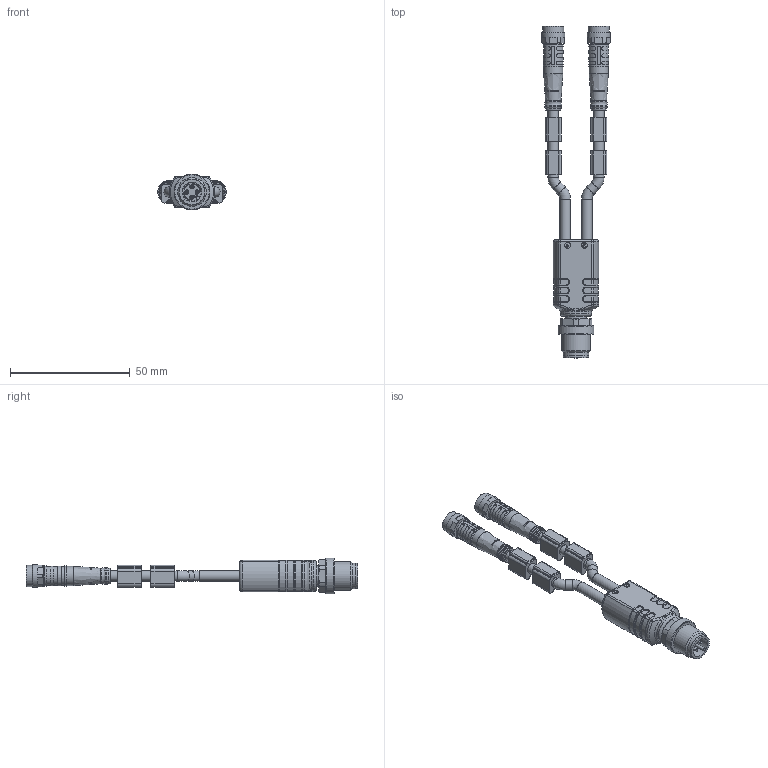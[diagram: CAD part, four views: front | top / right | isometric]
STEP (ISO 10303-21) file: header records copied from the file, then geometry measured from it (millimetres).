
FILE_DESCRIPTION(/* description */ (''),/* implementation_level */ '2;1');
FILE_NAME(/* name */ 'YK-FS4M12-2AL-SKP3.stp',/* time_stamp */ '2016-11-10T17:02:02+01:00',/* author */ (''),/* organization */ (''),/* preprocessor_version */ 'ST-DEVELOPER v16',/* originating_system */ 'SIEMENS PLM Software NX 10.0',/* authorisation */ '');
FILE_SCHEMA (('AUTOMOTIVE_DESIGN { 1 0 10303 214 3 1 1 1 }'));
Length unit declared in the file: millimetre
Products named in the file (1): YK-FS4M12-2AL-SKP3
Bounding box: 28.6 x 138.54 x 15 mm (x, y, z)
Volume: 14888.3 mm3; surface area: 8852.2 mm2
Topology: 1 solids, 1 shells, 759 faces, 1954 edges, 1250 vertices
Faces by surface type: cylinder 298, plane 263, torus 76, extrusion 53, cone 33, bspline 24, sphere 12
Full cylindrical faces by diameter (mm): 1 x4, 1.1 x6, 2.5 x4, 4.4 x10, 5.7 x2, 5.9 x2, 6.501 x8, 7.2 x2, 8 x2, 8.3 x1, 8.4 x2, 8.7 x1, 8.8 x2, 9.6 x2, 10.5 x1, 10.8 x1, 12 x1, 13 x1, 15 x1
Entity records: 26908 total; most frequent: CARTESIAN_POINT 9162, DIRECTION 3672, ORIENTED_EDGE 3598, EDGE_CURVE 1799, AXIS2_PLACEMENT_3D 1409, VERTEX_POINT 1192, EDGE_LOOP 917, VECTOR 854
